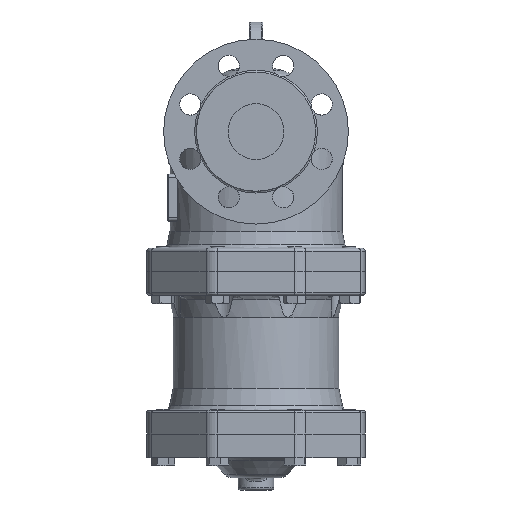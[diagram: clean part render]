
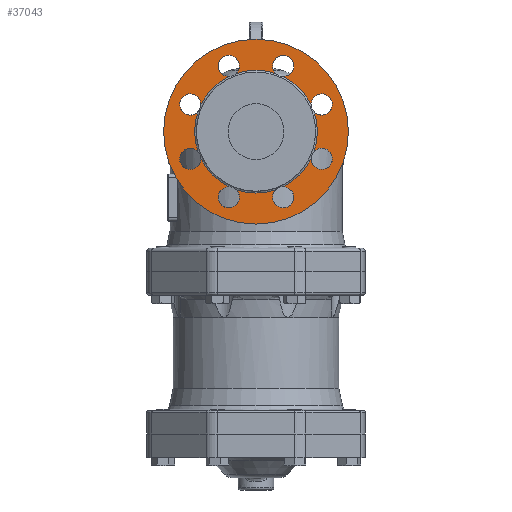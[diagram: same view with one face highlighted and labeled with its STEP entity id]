
A CAD part, left-side view. The second image highlights one B-rep face of the part: STEP entity #37043.
In plain terms, the highlighted free-form (B-spline) face has degree [1, 1] with [2, 2] control points.
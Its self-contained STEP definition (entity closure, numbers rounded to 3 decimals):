
#36727=CARTESIAN_POINT('',(-125.9,17.654,73.122));
#36728=VERTEX_POINT('',#36727);
#36729=CARTESIAN_POINT('',(-125.9,-17.654,73.122));
#36730=VERTEX_POINT('',#36729);
#36731=CARTESIAN_POINT('',(-125.9,0.0,125.));
#36732=DIRECTION('',(-1.0,0.0,0.0));
#36733=DIRECTION('',(0.0,0.0,-1.0));
#36734=AXIS2_PLACEMENT_3D('',#36731,#36732,#36733);
#36735=CIRCLE('',#36734,54.8);
#36736=EDGE_CURVE('',#36728,#36730,#36735,.T.);
#36738=CARTESIAN_POINT('',(-125.9,-24.2,75.833));
#36739=VERTEX_POINT('',#36738);
#36755=CARTESIAN_POINT('',(-125.9,-49.167,100.8));
#36756=VERTEX_POINT('',#36755);
#36757=CARTESIAN_POINT('',(-125.9,0.0,125.));
#36758=DIRECTION('',(-1.0,0.0,0.0));
#36759=DIRECTION('',(0.0,0.0,-1.0));
#36760=AXIS2_PLACEMENT_3D('',#36757,#36758,#36759);
#36761=CIRCLE('',#36760,54.8);
#36762=EDGE_CURVE('',#36739,#36756,#36761,.T.);
#36764=CARTESIAN_POINT('',(-125.9,-51.878,107.346));
#36765=VERTEX_POINT('',#36764);
#36781=CARTESIAN_POINT('',(-125.9,-51.878,142.654));
#36782=VERTEX_POINT('',#36781);
#36783=CARTESIAN_POINT('',(-125.9,0.0,125.));
#36784=DIRECTION('',(-1.0,0.0,0.0));
#36785=DIRECTION('',(0.0,0.0,-1.0));
#36786=AXIS2_PLACEMENT_3D('',#36783,#36784,#36785);
#36787=CIRCLE('',#36786,54.8);
#36788=EDGE_CURVE('',#36765,#36782,#36787,.T.);
#36790=CARTESIAN_POINT('',(-125.9,-49.167,149.2));
#36791=VERTEX_POINT('',#36790);
#36807=CARTESIAN_POINT('',(-125.9,-24.2,174.167));
#36808=VERTEX_POINT('',#36807);
#36809=CARTESIAN_POINT('',(-125.9,0.0,125.));
#36810=DIRECTION('',(-1.0,0.0,0.0));
#36811=DIRECTION('',(0.0,0.0,-1.0));
#36812=AXIS2_PLACEMENT_3D('',#36809,#36810,#36811);
#36813=CIRCLE('',#36812,54.8);
#36814=EDGE_CURVE('',#36791,#36808,#36813,.T.);
#36816=CARTESIAN_POINT('',(-125.9,-17.654,176.878));
#36817=VERTEX_POINT('',#36816);
#36833=CARTESIAN_POINT('',(-125.9,17.654,176.878));
#36834=VERTEX_POINT('',#36833);
#36835=CARTESIAN_POINT('',(-125.9,0.0,125.));
#36836=DIRECTION('',(-1.0,0.0,0.0));
#36837=DIRECTION('',(0.0,0.0,-1.0));
#36838=AXIS2_PLACEMENT_3D('',#36835,#36836,#36837);
#36839=CIRCLE('',#36838,54.8);
#36840=EDGE_CURVE('',#36817,#36834,#36839,.T.);
#36842=CARTESIAN_POINT('',(-125.9,24.2,174.167));
#36843=VERTEX_POINT('',#36842);
#36859=CARTESIAN_POINT('',(-125.9,49.167,149.2));
#36860=VERTEX_POINT('',#36859);
#36861=CARTESIAN_POINT('',(-125.9,0.0,125.));
#36862=DIRECTION('',(-1.0,0.0,0.0));
#36863=DIRECTION('',(0.0,0.0,-1.0));
#36864=AXIS2_PLACEMENT_3D('',#36861,#36862,#36863);
#36865=CIRCLE('',#36864,54.8);
#36866=EDGE_CURVE('',#36843,#36860,#36865,.T.);
#36868=CARTESIAN_POINT('',(-125.9,51.878,142.654));
#36869=VERTEX_POINT('',#36868);
#36885=CARTESIAN_POINT('',(-125.9,51.878,107.346));
#36886=VERTEX_POINT('',#36885);
#36887=CARTESIAN_POINT('',(-125.9,0.0,125.));
#36888=DIRECTION('',(-1.0,0.0,0.0));
#36889=DIRECTION('',(0.0,0.0,-1.0));
#36890=AXIS2_PLACEMENT_3D('',#36887,#36888,#36889);
#36891=CIRCLE('',#36890,54.8);
#36892=EDGE_CURVE('',#36869,#36886,#36891,.T.);
#36894=CARTESIAN_POINT('',(-125.9,49.167,100.8));
#36895=VERTEX_POINT('',#36894);
#36911=CARTESIAN_POINT('',(-125.9,24.2,75.833));
#36912=VERTEX_POINT('',#36911);
#36913=CARTESIAN_POINT('',(-125.9,0.0,125.));
#36914=DIRECTION('',(-1.0,0.0,0.0));
#36915=DIRECTION('',(0.0,0.0,-1.0));
#36916=AXIS2_PLACEMENT_3D('',#36913,#36914,#36915);
#36917=CIRCLE('',#36916,54.8);
#36918=EDGE_CURVE('',#36895,#36912,#36917,.T.);
#36961=CARTESIAN_POINT('',(-125.9,82.5,207.5));
#36962=CARTESIAN_POINT('',(-125.9,82.5,42.5));
#36963=CARTESIAN_POINT('',(-125.9,-82.5,207.5));
#36964=CARTESIAN_POINT('',(-125.9,-82.5,42.5));
#36965=B_SPLINE_SURFACE_WITH_KNOTS('',1,1,((#36961,#36963),(#36962,#36964)),.UNSPECIFIED.,.F.,.F.,.U.,(2,2),(2,2),(0.0,165.0),(0.0,165.0),.UNSPECIFIED.);
#36966=CARTESIAN_POINT('',(-125.9,0.0,207.5));
#36967=VERTEX_POINT('',#36966);
#36968=CARTESIAN_POINT('',(-125.9,0.0,125.));
#36969=DIRECTION('',(-1.0,0.0,0.0));
#36970=DIRECTION('',(0.0,0.0,1.0));
#36971=AXIS2_PLACEMENT_3D('',#36968,#36969,#36970);
#36972=CIRCLE('',#36971,82.5);
#36973=EDGE_CURVE('',#36967,#36967,#36972,.T.);
#36974=ORIENTED_EDGE('',*,*,#36973,.T.);
#36975=EDGE_LOOP('',(#36974));
#36976=FACE_OUTER_BOUND('',#36975,.T.);
#36977=ORIENTED_EDGE('',*,*,#36736,.F.);
#36978=CARTESIAN_POINT('',(-125.9,24.3,66.334));
#36979=DIRECTION('',(1.,0.0,0.0));
#36980=DIRECTION('',(0.0,-0.707,0.707));
#36981=AXIS2_PLACEMENT_3D('',#36978,#36979,#36980);
#36982=CIRCLE('',#36981,9.5);
#36983=EDGE_CURVE('',#36728,#36912,#36982,.T.);
#36984=ORIENTED_EDGE('',*,*,#36983,.T.);
#36985=ORIENTED_EDGE('',*,*,#36918,.F.);
#36986=CARTESIAN_POINT('',(-125.9,58.666,100.7));
#36987=DIRECTION('',(1.0,0.0,0.0));
#36988=DIRECTION('',(0.0,-1.0,0.0));
#36989=AXIS2_PLACEMENT_3D('',#36986,#36987,#36988);
#36990=CIRCLE('',#36989,9.5);
#36991=EDGE_CURVE('',#36895,#36886,#36990,.T.);
#36992=ORIENTED_EDGE('',*,*,#36991,.T.);
#36993=ORIENTED_EDGE('',*,*,#36892,.F.);
#36994=CARTESIAN_POINT('',(-125.9,58.666,149.3));
#36995=DIRECTION('',(1.,0.0,0.0));
#36996=DIRECTION('',(0.0,-0.707,-0.707));
#36997=AXIS2_PLACEMENT_3D('',#36994,#36995,#36996);
#36998=CIRCLE('',#36997,9.5);
#36999=EDGE_CURVE('',#36869,#36860,#36998,.T.);
#37000=ORIENTED_EDGE('',*,*,#36999,.T.);
#37001=ORIENTED_EDGE('',*,*,#36866,.F.);
#37002=CARTESIAN_POINT('',(-125.9,24.3,183.666));
#37003=DIRECTION('',(1.0,0.0,0.0));
#37004=DIRECTION('',(0.0,0.0,-1.0));
#37005=AXIS2_PLACEMENT_3D('',#37002,#37003,#37004);
#37006=CIRCLE('',#37005,9.5);
#37007=EDGE_CURVE('',#36843,#36834,#37006,.T.);
#37008=ORIENTED_EDGE('',*,*,#37007,.T.);
#37009=ORIENTED_EDGE('',*,*,#36840,.F.);
#37010=CARTESIAN_POINT('',(-125.9,-24.3,183.666));
#37011=DIRECTION('',(1.0,0.0,0.0));
#37012=DIRECTION('',(0.0,0.707,-0.707));
#37013=AXIS2_PLACEMENT_3D('',#37010,#37011,#37012);
#37014=CIRCLE('',#37013,9.5);
#37015=EDGE_CURVE('',#36817,#36808,#37014,.T.);
#37016=ORIENTED_EDGE('',*,*,#37015,.T.);
#37017=ORIENTED_EDGE('',*,*,#36814,.F.);
#37018=CARTESIAN_POINT('',(-125.9,-58.666,149.3));
#37019=DIRECTION('',(1.0,0.0,0.0));
#37020=DIRECTION('',(0.0,1.0,0.0));
#37021=AXIS2_PLACEMENT_3D('',#37018,#37019,#37020);
#37022=CIRCLE('',#37021,9.5);
#37023=EDGE_CURVE('',#36791,#36782,#37022,.T.);
#37024=ORIENTED_EDGE('',*,*,#37023,.T.);
#37025=ORIENTED_EDGE('',*,*,#36788,.F.);
#37026=CARTESIAN_POINT('',(-125.9,-58.666,100.7));
#37027=DIRECTION('',(1.0,0.0,0.0));
#37028=DIRECTION('',(0.0,0.707,0.707));
#37029=AXIS2_PLACEMENT_3D('',#37026,#37027,#37028);
#37030=CIRCLE('',#37029,9.5);
#37031=EDGE_CURVE('',#36765,#36756,#37030,.T.);
#37032=ORIENTED_EDGE('',*,*,#37031,.T.);
#37033=ORIENTED_EDGE('',*,*,#36762,.F.);
#37034=CARTESIAN_POINT('',(-125.9,-24.3,66.334));
#37035=DIRECTION('',(1.0,0.0,0.0));
#37036=DIRECTION('',(0.0,0.0,1.0));
#37037=AXIS2_PLACEMENT_3D('',#37034,#37035,#37036);
#37038=CIRCLE('',#37037,9.5);
#37039=EDGE_CURVE('',#36739,#36730,#37038,.T.);
#37040=ORIENTED_EDGE('',*,*,#37039,.T.);
#37041=EDGE_LOOP('',(#36977,#36984,#36985,#36992,#36993,#37000,#37001,#37008,#37009,#37016,#37017,#37024,#37025,#37032,#37033,#37040));
#37042=FACE_BOUND('',#37041,.T.);
#37043=ADVANCED_FACE('',(#36976,#37042),#36965,.T.);
